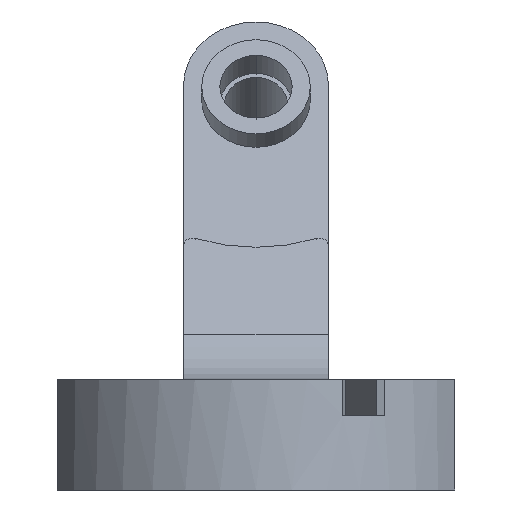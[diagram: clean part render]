
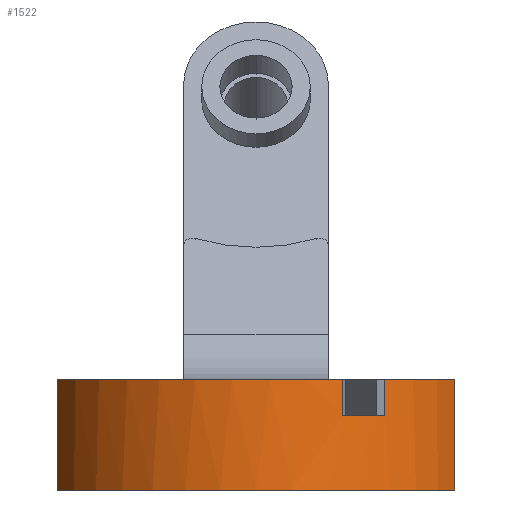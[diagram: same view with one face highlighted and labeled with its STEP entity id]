
A CAD part, left-side view. The second image highlights one B-rep face of the part: STEP entity #1522.
In plain terms, the highlighted cylindrical face has radius 12 mm (diameter 24 mm), a partial arc.
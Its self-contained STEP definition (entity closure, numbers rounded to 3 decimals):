
#320=CARTESIAN_POINT('',(0.,0.,6.1));
#321=DIRECTION('',(0.,0.,1.));
#322=DIRECTION('',(-0.4,0.917,0.));
#323=AXIS2_PLACEMENT_3D('',#320,#321,#322);
#325=DIRECTION('',(0.,0.,1.));
#326=VECTOR('',#325,2.);
#327=CARTESIAN_POINT('',(-10.995,-4.808,4.1));
#328=LINE('',#327,#326);
#329=DIRECTION('',(0.,0.,-1.));
#330=VECTOR('',#329,2.);
#331=CARTESIAN_POINT('',(-9.661,-7.118,6.1));
#332=LINE('',#331,#330);
#333=CARTESIAN_POINT('',(0.,0.,6.1));
#334=DIRECTION('',(0.,0.,1.));
#335=DIRECTION('',(-0.805,-0.593,0.));
#336=AXIS2_PLACEMENT_3D('',#333,#334,#335);
#338=DIRECTION('',(0.,0.,1.));
#339=VECTOR('',#338,6.1);
#340=CARTESIAN_POINT('',(-4.796,-11.,0.));
#341=LINE('',#340,#339);
#342=CARTESIAN_POINT('',(0.,0.,0.));
#343=DIRECTION('',(0.,0.,-1.));
#344=DIRECTION('',(-0.4,-0.917,0.));
#345=AXIS2_PLACEMENT_3D('',#342,#343,#344);
#347=DIRECTION('',(0.,0.,1.));
#348=VECTOR('',#347,6.1);
#349=CARTESIAN_POINT('',(-4.796,11.,0.));
#350=LINE('',#349,#348);
#707=CARTESIAN_POINT('',(0.,0.,4.1));
#708=DIRECTION('',(0.,0.,-1.));
#709=DIRECTION('',(-0.805,-0.593,0.));
#710=AXIS2_PLACEMENT_3D('',#707,#708,#709);
#954=CARTESIAN_POINT('',(-4.796,11.,0.));
#956=VERTEX_POINT('',#954);
#959=CARTESIAN_POINT('',(-4.796,-11.,0.));
#961=VERTEX_POINT('',#959);
#962=CARTESIAN_POINT('',(-4.796,11.,6.1));
#964=VERTEX_POINT('',#962);
#967=CARTESIAN_POINT('',(-4.796,-11.,6.1));
#969=VERTEX_POINT('',#967);
#990=CARTESIAN_POINT('',(-10.995,-4.808,6.1));
#991=VERTEX_POINT('',#990);
#992=CARTESIAN_POINT('',(-9.661,-7.118,6.1));
#993=VERTEX_POINT('',#992);
#1008=CARTESIAN_POINT('',(-9.661,-7.118,4.1));
#1009=VERTEX_POINT('',#1008);
#1014=CARTESIAN_POINT('',(-10.995,-4.808,4.1));
#1015=VERTEX_POINT('',#1014);
#1500=CARTESIAN_POINT('',(0.,0.,0.));
#1501=DIRECTION('',(0.,0.,1.));
#1502=DIRECTION('',(0.,-1.,0.));
#1503=AXIS2_PLACEMENT_3D('',#1500,#1501,#1502);
#1504=CYLINDRICAL_SURFACE('',#1503,12.);
#1506=ORIENTED_EDGE('',*,*,#1505,.T.);
#1508=ORIENTED_EDGE('',*,*,#1507,.F.);
#1510=ORIENTED_EDGE('',*,*,#1509,.F.);
#1512=ORIENTED_EDGE('',*,*,#1511,.F.);
#1514=ORIENTED_EDGE('',*,*,#1513,.T.);
#1516=ORIENTED_EDGE('',*,*,#1515,.F.);
#1517=ORIENTED_EDGE('',*,*,#1107,.T.);
#1519=ORIENTED_EDGE('',*,*,#1518,.T.);
#1520=EDGE_LOOP('',(#1506,#1508,#1510,#1512,#1514,#1516,#1517,#1519));
#1521=FACE_OUTER_BOUND('',#1520,.F.);
#1522=ADVANCED_FACE('',(#1521),#1504,.T.);
#324=CIRCLE('',#323,12.);
#337=CIRCLE('',#336,12.);
#346=CIRCLE('',#345,12.);
#711=CIRCLE('',#710,12.);
#1107=EDGE_CURVE('',#961,#956,#346,.T.);
#1505=EDGE_CURVE('',#964,#991,#324,.T.);
#1507=EDGE_CURVE('',#1015,#991,#328,.T.);
#1509=EDGE_CURVE('',#1009,#1015,#711,.T.);
#1511=EDGE_CURVE('',#993,#1009,#332,.T.);
#1513=EDGE_CURVE('',#993,#969,#337,.T.);
#1515=EDGE_CURVE('',#961,#969,#341,.T.);
#1518=EDGE_CURVE('',#956,#964,#350,.T.);
